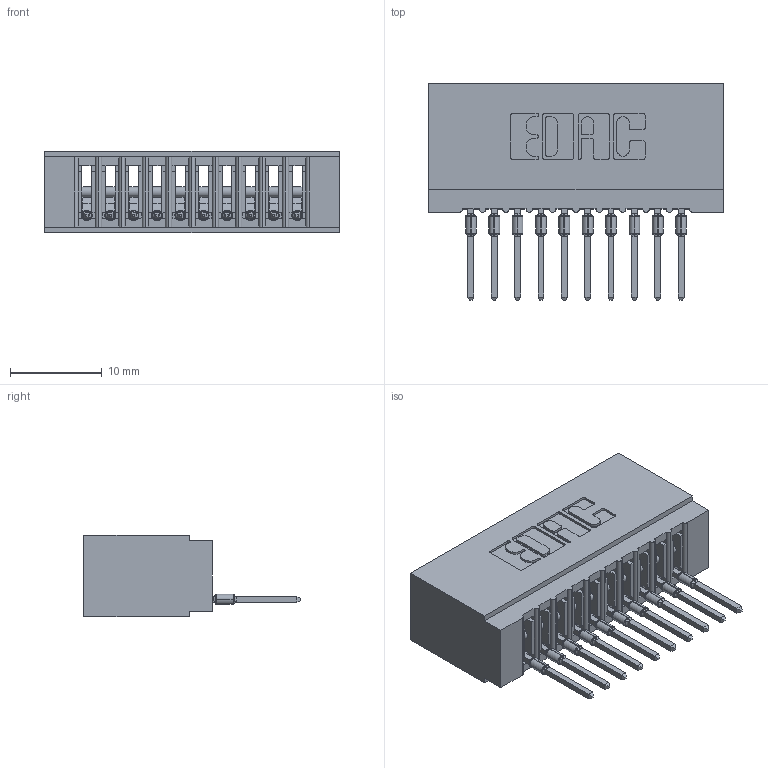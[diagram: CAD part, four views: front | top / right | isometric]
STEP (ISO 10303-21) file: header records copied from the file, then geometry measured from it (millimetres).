
FILE_DESCRIPTION (( 'STEP AP203' ), '1' );
FILE_NAME ('725-010-522-101.STEP', '2018-08-14T00:16:06', ( '' ), ( '' ), 'SwSTEP 2.0', 'SolidWorks 2016', '' );
FILE_SCHEMA (( 'CONFIG_CONTROL_DESIGN' ));
Length unit declared in the file: inch
Products named in the file (3): 725-010-522-101; 725 Part_Insulator Option - 01; 745-292-001_522
Assembly tree (11 placements, depth 2):
  725-010-522-101
    725 Part_Insulator Option - 01
    745-292-001_522  x10
Bounding box: 32 x 23.5 x 8.89 mm (x, y, z)
Volume: 2611.8 mm3; surface area: 4473.4 mm2
Topology: 11 solids, 11 shells, 1215 faces, 3334 edges, 2108 vertices
Faces by surface type: plane 725, cylinder 230, bspline 200, torus 60
Entity records: 20854 total; most frequent: CARTESIAN_POINT 4173, ORIENTED_EDGE 3554, DIRECTION 3115, EDGE_CURVE 1777, LINE 1535, VECTOR 1535, VERTEX_POINT 1136, AXIS2_PLACEMENT_3D 790
